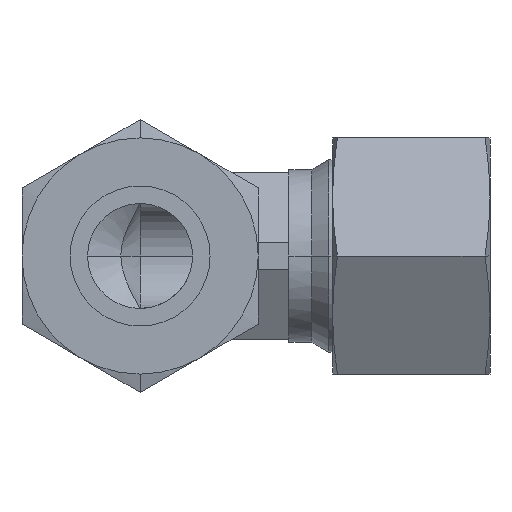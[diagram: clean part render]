
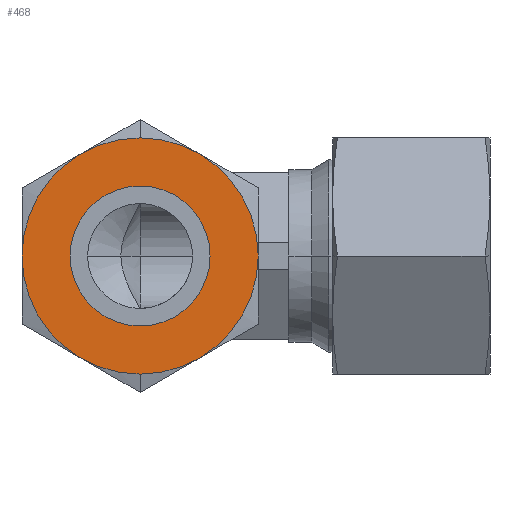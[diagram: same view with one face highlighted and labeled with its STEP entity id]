
A CAD part, front view. The second image highlights one B-rep face of the part: STEP entity #468.
In plain terms, the highlighted planar face has unit normal (0, -1, 0).
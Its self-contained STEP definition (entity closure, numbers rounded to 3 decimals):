
#468 = ADVANCED_FACE( '', ( #887, #888 ), #889, .T. );
#887 = FACE_OUTER_BOUND( '', #1309, .T. );
#888 = FACE_BOUND( '', #1310, .T. );
#889 = PLANE( '', #1311 );
#1309 = EDGE_LOOP( '', ( #2804, #2805, #2806, #2807, #2808, #2809, #2810, #2811 ) );
#1310 = EDGE_LOOP( '', ( #2812, #2813 ) );
#1311 = AXIS2_PLACEMENT_3D( '', #2814, #2815, #2816 );
#2804 = ORIENTED_EDGE( '', *, *, #3275, .F. );
#2805 = ORIENTED_EDGE( '', *, *, #3276, .F. );
#2806 = ORIENTED_EDGE( '', *, *, #3271, .F. );
#2807 = ORIENTED_EDGE( '', *, *, #3272, .F. );
#2808 = ORIENTED_EDGE( '', *, *, #3232, .F. );
#2809 = ORIENTED_EDGE( '', *, *, #3273, .F. );
#2810 = ORIENTED_EDGE( '', *, *, #3274, .F. );
#2811 = ORIENTED_EDGE( '', *, *, #3228, .F. );
#2812 = ORIENTED_EDGE( '', *, *, #3282, .T. );
#2813 = ORIENTED_EDGE( '', *, *, #3212, .T. );
#2814 = CARTESIAN_POINT( '', ( 0., -40., 10.75 ) );
#2815 = DIRECTION( '', ( 0., -1., 0. ) );
#2816 = DIRECTION( '', ( 0., 0., -1. ) );
#3212 = EDGE_CURVE( '', #3893, #3890, #3894, .T. );
#3228 = EDGE_CURVE( '', #3918, #3921, #3922, .T. );
#3232 = EDGE_CURVE( '', #3927, #3925, #3929, .T. );
#3271 = EDGE_CURVE( '', #3945, #3964, #3990, .T. );
#3272 = EDGE_CURVE( '', #3925, #3945, #3991, .T. );
#3273 = EDGE_CURVE( '', #3977, #3927, #3992, .T. );
#3274 = EDGE_CURVE( '', #3921, #3977, #3993, .T. );
#3275 = EDGE_CURVE( '', #3957, #3918, #3994, .T. );
#3276 = EDGE_CURVE( '', #3964, #3957, #3995, .T. );
#3282 = EDGE_CURVE( '', #3890, #3893, #4001, .T. );
#3890 = VERTEX_POINT( '', #5092 );
#3893 = VERTEX_POINT( '', #5096 );
#3894 = CIRCLE( '', #5097, 8. );
#3918 = VERTEX_POINT( '', #5130 );
#3921 = VERTEX_POINT( '', #5134 );
#3922 = CIRCLE( '', #5135, 13.5 );
#3925 = VERTEX_POINT( '', #5147 );
#3927 = VERTEX_POINT( '', #5150 );
#3929 = CIRCLE( '', #5161, 13.5 );
#3945 = VERTEX_POINT( '', #5207 );
#3957 = VERTEX_POINT( '', #5257 );
#3964 = VERTEX_POINT( '', #5301 );
#3977 = VERTEX_POINT( '', #5378 );
#3990 = CIRCLE( '', #5428, 13.5 );
#3991 = CIRCLE( '', #5429, 13.5 );
#3992 = CIRCLE( '', #5430, 13.5 );
#3993 = CIRCLE( '', #5431, 13.5 );
#3994 = CIRCLE( '', #5432, 13.5 );
#3995 = CIRCLE( '', #5433, 13.5 );
#4001 = CIRCLE( '', #5439, 8. );
#5092 = CARTESIAN_POINT( '', ( 0., -40., 8. ) );
#5096 = CARTESIAN_POINT( '', ( 0., -40., -8. ) );
#5097 = AXIS2_PLACEMENT_3D( '', #6072, #6073, #6074 );
#5130 = CARTESIAN_POINT( '', ( 0., -40., 13.5 ) );
#5134 = CARTESIAN_POINT( '', ( 6.75, -40., 11.691 ) );
#5135 = AXIS2_PLACEMENT_3D( '', #6100, #6101, #6102 );
#5147 = CARTESIAN_POINT( '', ( 0., -40., -13.5 ) );
#5150 = CARTESIAN_POINT( '', ( 6.75, -40., -11.691 ) );
#5161 = AXIS2_PLACEMENT_3D( '', #6104, #6105, #6106 );
#5207 = CARTESIAN_POINT( '', ( -6.75, -40., -11.691 ) );
#5257 = CARTESIAN_POINT( '', ( -6.75, -40., 11.691 ) );
#5301 = CARTESIAN_POINT( '', ( -13.5, -40., 0. ) );
#5378 = CARTESIAN_POINT( '', ( 13.5, -40., 0. ) );
#5428 = AXIS2_PLACEMENT_3D( '', #6139, #6140, #6141 );
#5429 = AXIS2_PLACEMENT_3D( '', #6142, #6143, #6144 );
#5430 = AXIS2_PLACEMENT_3D( '', #6145, #6146, #6147 );
#5431 = AXIS2_PLACEMENT_3D( '', #6148, #6149, #6150 );
#5432 = AXIS2_PLACEMENT_3D( '', #6151, #6152, #6153 );
#5433 = AXIS2_PLACEMENT_3D( '', #6154, #6155, #6156 );
#5439 = AXIS2_PLACEMENT_3D( '', #6172, #6173, #6174 );
#6072 = CARTESIAN_POINT( '', ( 0., -40., 0. ) );
#6073 = DIRECTION( '', ( 0., 1., 0. ) );
#6074 = DIRECTION( '', ( 0., 0., 1. ) );
#6100 = CARTESIAN_POINT( '', ( 0., -40., 0. ) );
#6101 = DIRECTION( '', ( 0., 1., 0. ) );
#6102 = DIRECTION( '', ( 0., 0., 1. ) );
#6104 = CARTESIAN_POINT( '', ( 0., -40., 0. ) );
#6105 = DIRECTION( '', ( 0., 1., 0. ) );
#6106 = DIRECTION( '', ( 0., 0., 1. ) );
#6139 = CARTESIAN_POINT( '', ( 0., -40., 0. ) );
#6140 = DIRECTION( '', ( 0., 1., 0. ) );
#6141 = DIRECTION( '', ( 0., 0., 1. ) );
#6142 = CARTESIAN_POINT( '', ( 0., -40., 0. ) );
#6143 = DIRECTION( '', ( 0., 1., 0. ) );
#6144 = DIRECTION( '', ( 0., 0., 1. ) );
#6145 = CARTESIAN_POINT( '', ( 0., -40., 0. ) );
#6146 = DIRECTION( '', ( 0., 1., 0. ) );
#6147 = DIRECTION( '', ( 0., 0., 1. ) );
#6148 = CARTESIAN_POINT( '', ( 0., -40., 0. ) );
#6149 = DIRECTION( '', ( 0., 1., 0. ) );
#6150 = DIRECTION( '', ( 0., 0., 1. ) );
#6151 = CARTESIAN_POINT( '', ( 0., -40., 0. ) );
#6152 = DIRECTION( '', ( 0., 1., 0. ) );
#6153 = DIRECTION( '', ( 0., 0., 1. ) );
#6154 = CARTESIAN_POINT( '', ( 0., -40., 0. ) );
#6155 = DIRECTION( '', ( 0., 1., 0. ) );
#6156 = DIRECTION( '', ( 0., 0., 1. ) );
#6172 = CARTESIAN_POINT( '', ( 0., -40., 0. ) );
#6173 = DIRECTION( '', ( 0., 1., 0. ) );
#6174 = DIRECTION( '', ( 0., 0., 1. ) );
